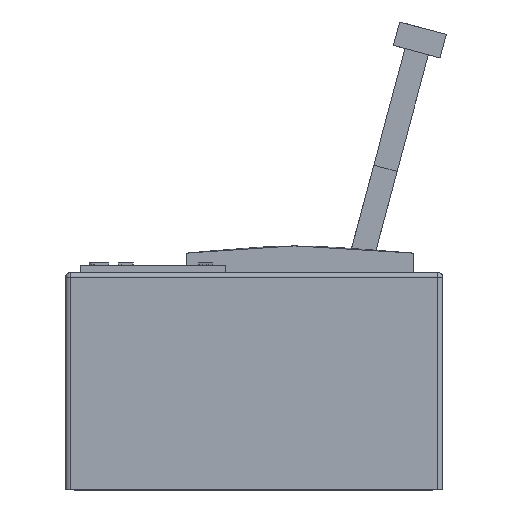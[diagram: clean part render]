
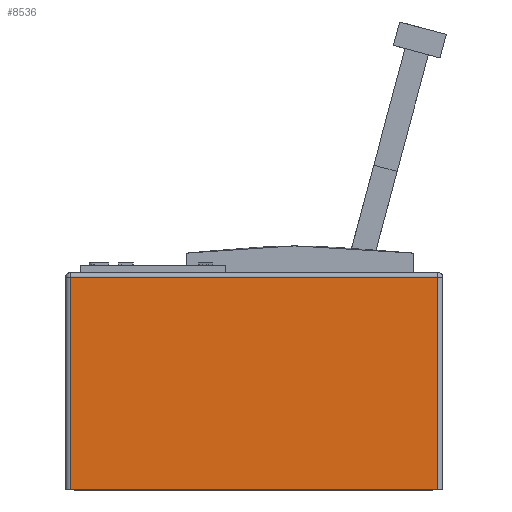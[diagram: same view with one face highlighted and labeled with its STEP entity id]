
A CAD part, front view. The second image highlights one B-rep face of the part: STEP entity #8536.
In plain terms, the highlighted planar face has unit normal (0, -1, 0).
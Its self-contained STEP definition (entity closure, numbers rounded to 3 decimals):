
#896=FACE_OUTER_BOUND('',#1432,.T.);
#1432=EDGE_LOOP('',(#6494,#6495,#6496,#6497));
#2132=LINE('',#12334,#3010);
#2144=LINE('',#12385,#3022);
#2145=LINE('',#12388,#3023);
#2146=LINE('',#12391,#3024);
#3010=VECTOR('',#10318,10.);
#3022=VECTOR('',#10380,10.);
#3023=VECTOR('',#10383,10.);
#3024=VECTOR('',#10388,10.);
#3829=VERTEX_POINT('',#12331);
#3830=VERTEX_POINT('',#12333);
#3844=VERTEX_POINT('',#12383);
#3845=VERTEX_POINT('',#12387);
#4792=EDGE_CURVE('',#3829,#3830,#2132,.T.);
#4818=EDGE_CURVE('',#3844,#3829,#2144,.T.);
#4819=EDGE_CURVE('',#3830,#3845,#2145,.T.);
#4821=EDGE_CURVE('',#3845,#3844,#2146,.T.);
#6494=ORIENTED_EDGE('',*,*,#4792,.F.);
#6495=ORIENTED_EDGE('',*,*,#4818,.F.);
#6496=ORIENTED_EDGE('',*,*,#4821,.F.);
#6497=ORIENTED_EDGE('',*,*,#4819,.F.);
#8187=PLANE('',#9203);
#8536=ADVANCED_FACE('',(#896),#8187,.T.);
#9203=AXIS2_PLACEMENT_3D('',#12390,#10386,#10387);
#10318=DIRECTION('',(1.,0.,0.));
#10380=DIRECTION('',(0.,0.,1.));
#10383=DIRECTION('',(0.,0.,-1.));
#10386=DIRECTION('center_axis',(0.,-1.,0.));
#10387=DIRECTION('ref_axis',(1.,0.,0.));
#10388=DIRECTION('',(-1.,0.,0.));
#12331=CARTESIAN_POINT('',(-0.807,-102.042,44.));
#12333=CARTESIAN_POINT('',(75.193,-102.042,44.));
#12334=CARTESIAN_POINT('',(20.244,-102.042,44.));
#12383=CARTESIAN_POINT('',(-0.807,-102.042,0.));
#12385=CARTESIAN_POINT('',(-0.807,-102.042,0.));
#12387=CARTESIAN_POINT('',(75.193,-102.042,0.));
#12388=CARTESIAN_POINT('',(75.193,-102.042,0.));
#12390=CARTESIAN_POINT('Origin',(-1.807,-102.042,0.));
#12391=CARTESIAN_POINT('',(76.193,-102.042,0.));
